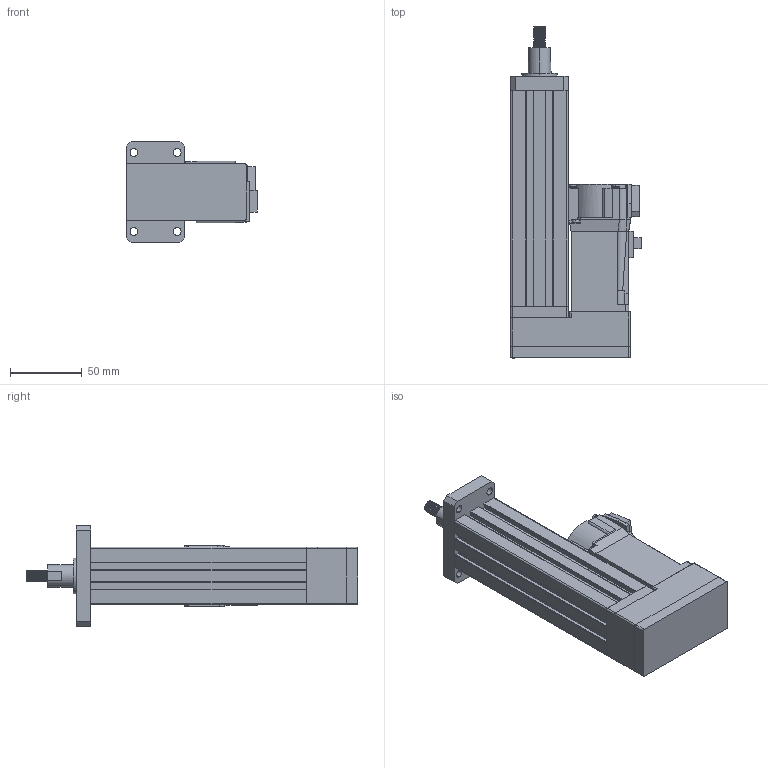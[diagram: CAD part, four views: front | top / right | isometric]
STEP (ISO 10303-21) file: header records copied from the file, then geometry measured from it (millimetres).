
FILE_DESCRIPTION (( 'STEP AP203' ), '1' );
FILE_NAME ('240530-NF-40缸折叠100行程装配体.STEP', '2024-05-30T05:33:49', ( '微软用户' ), ( '微软中国' ), 'SwSTEP 2.0', 'SolidWorks 2022', '' );
FILE_SCHEMA (( 'CONFIG_CONTROL_DESIGN' ));
Length unit declared in the file: millimetre
Products named in the file (3): 40缸行程100折叠前法兰安装; 240530-NF-40缸折叠100行程装配体; hg-kn13j_-s100_
Assembly tree (2 placements, depth 2):
  240530-NF-40缸折叠100行程装配体
    40缸行程100折叠前法兰安装
    hg-kn13j_-s100_
Bounding box: 90.81 x 231 x 70 mm (x, y, z)
Volume: 380639.2 mm3; surface area: 102468.1 mm2
Topology: 2 solids, 3 shells, 400 faces, 1039 edges, 682 vertices
Faces by surface type: plane 204, cylinder 185, bspline 11
Entity records: 15369 total; most frequent: CARTESIAN_POINT 5129, DIRECTION 2079, ORIENTED_EDGE 2078, EDGE_CURVE 1039, AXIS2_PLACEMENT_3D 730, VERTEX_POINT 682, VECTOR 619, LINE 619
